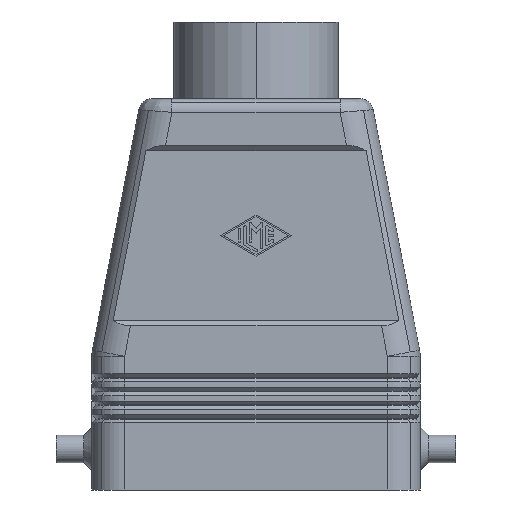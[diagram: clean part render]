
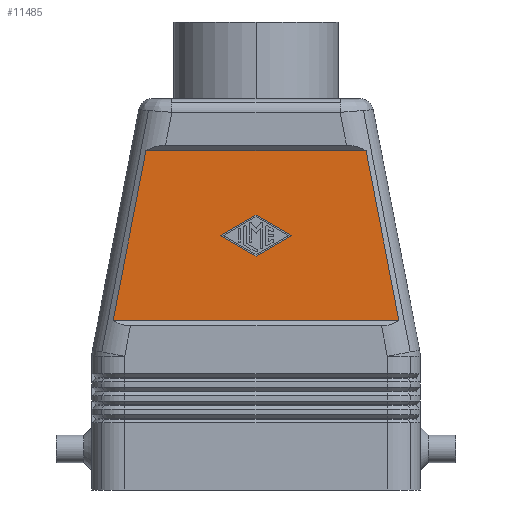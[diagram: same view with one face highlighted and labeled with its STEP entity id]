
A CAD part, front view. The second image highlights one B-rep face of the part: STEP entity #11485.
In plain terms, the highlighted planar face has unit normal (0, -1, 0).
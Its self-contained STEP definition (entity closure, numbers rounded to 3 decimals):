
#498=CARTESIAN_POINT('',(20.106,-20.5,62.0));
#499=VERTEX_POINT('',#498);
#507=CARTESIAN_POINT('',(26.106,-20.5,31.0));
#508=VERTEX_POINT('',#507);
#509=CARTESIAN_POINT('',(20.106,-20.5,62.0));
#510=DIRECTION('',(0.19,0.0,-0.982));
#511=VECTOR('',#510,31.575);
#512=LINE('',#509,#511);
#513=EDGE_CURVE('',#499,#508,#512,.T.);
#732=CARTESIAN_POINT('',(-26.106,-20.5,31.0));
#733=VERTEX_POINT('',#732);
#741=CARTESIAN_POINT('',(-20.106,-20.5,62.0));
#742=VERTEX_POINT('',#741);
#743=CARTESIAN_POINT('',(-26.106,-20.5,31.0));
#744=DIRECTION('',(0.19,0.0,0.982));
#745=VECTOR('',#744,31.575);
#746=LINE('',#743,#745);
#747=EDGE_CURVE('',#733,#742,#746,.T.);
#10630=CARTESIAN_POINT('',(0.,-20.5,50.224));
#10631=VERTEX_POINT('',#10630);
#10632=CARTESIAN_POINT('',(6.5,-20.5,46.475));
#10633=VERTEX_POINT('',#10632);
#10634=CARTESIAN_POINT('',(0.,-20.5,50.224));
#10635=DIRECTION('',(0.866,0.0,-0.5));
#10636=VECTOR('',#10635,7.504);
#10637=LINE('',#10634,#10636);
#10638=EDGE_CURVE('',#10631,#10633,#10637,.T.);
#10670=CARTESIAN_POINT('',(0.,-20.5,42.726));
#10671=VERTEX_POINT('',#10670);
#10672=CARTESIAN_POINT('',(6.5,-20.5,46.475));
#10673=DIRECTION('',(-0.866,0.0,-0.5));
#10674=VECTOR('',#10673,7.504);
#10675=LINE('',#10672,#10674);
#10676=EDGE_CURVE('',#10633,#10671,#10675,.T.);
#10754=CARTESIAN_POINT('',(-6.5,-20.5,46.475));
#10755=VERTEX_POINT('',#10754);
#10756=CARTESIAN_POINT('',(0.,-20.5,42.726));
#10757=DIRECTION('',(-0.866,0.0,0.5));
#10758=VECTOR('',#10757,7.504);
#10759=LINE('',#10756,#10758);
#10760=EDGE_CURVE('',#10671,#10755,#10759,.T.);
#10785=CARTESIAN_POINT('',(-6.5,-20.5,46.475));
#10786=DIRECTION('',(0.866,0.0,0.5));
#10787=VECTOR('',#10786,7.504);
#10788=LINE('',#10785,#10787);
#10789=EDGE_CURVE('',#10755,#10631,#10788,.T.);
#11458=CARTESIAN_POINT('',(0.0,-20.5,62.0));
#11459=DIRECTION('',(0.0,1.0,0.0));
#11460=DIRECTION('',(0.0,0.0,1.0));
#11461=AXIS2_PLACEMENT_3D('',#11458,#11459,#11460);
#11462=PLANE('',#11461);
#11463=ORIENTED_EDGE('',*,*,#513,.F.);
#11464=CARTESIAN_POINT('',(-20.106,-20.5,62.0));
#11465=DIRECTION('',(1.0,0.0,0.0));
#11466=VECTOR('',#11465,40.211);
#11467=LINE('',#11464,#11466);
#11468=EDGE_CURVE('',#742,#499,#11467,.T.);
#11469=ORIENTED_EDGE('',*,*,#11468,.F.);
#11470=ORIENTED_EDGE('',*,*,#747,.F.);
#11471=CARTESIAN_POINT('',(-26.106,-20.5,31.0));
#11472=DIRECTION('',(1.0,0.0,0.0));
#11473=VECTOR('',#11472,52.211);
#11474=LINE('',#11471,#11473);
#11475=EDGE_CURVE('',#733,#508,#11474,.T.);
#11476=ORIENTED_EDGE('',*,*,#11475,.T.);
#11477=EDGE_LOOP('',(#11463,#11469,#11470,#11476));
#11478=FACE_OUTER_BOUND('',#11477,.T.);
#11479=ORIENTED_EDGE('',*,*,#10760,.T.);
#11480=ORIENTED_EDGE('',*,*,#10789,.T.);
#11481=ORIENTED_EDGE('',*,*,#10638,.T.);
#11482=ORIENTED_EDGE('',*,*,#10676,.T.);
#11483=EDGE_LOOP('',(#11479,#11480,#11481,#11482));
#11484=FACE_BOUND('',#11483,.T.);
#11485=ADVANCED_FACE('',(#11478,#11484),#11462,.F.);
